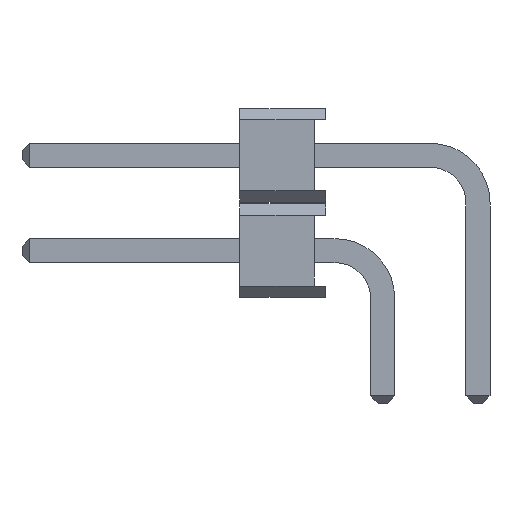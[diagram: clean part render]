
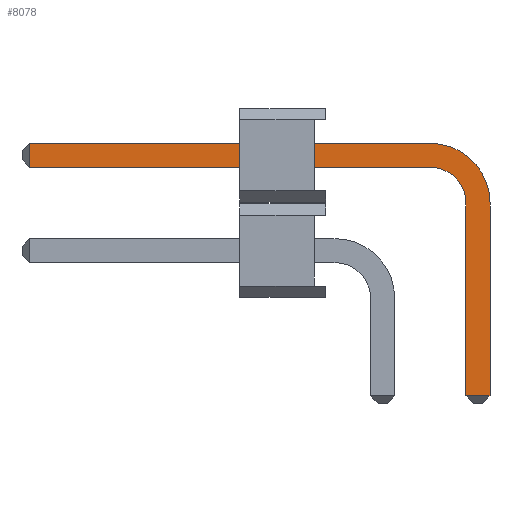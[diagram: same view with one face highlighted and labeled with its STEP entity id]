
A CAD part, left-side view. The second image highlights one B-rep face of the part: STEP entity #8078.
In plain terms, the highlighted planar face has unit normal (-1, 0, 0).
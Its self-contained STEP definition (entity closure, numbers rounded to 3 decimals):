
#65 = VERTEX_POINT ( 'NONE', #18331 ) ;
#230 = CARTESIAN_POINT ( 'NONE',  ( -0.32, 1.27, 1.59 ) ) ;
#446 = EDGE_CURVE ( 'NONE', #5533, #1487, #20375, .T. ) ;
#460 = CARTESIAN_POINT ( 'NONE',  ( -0.32, -0.32, -3. ) ) ;
#887 = VERTEX_POINT ( 'NONE', #10738 ) ;
#1178 = CARTESIAN_POINT ( 'NONE',  ( -0.32, 1.27, -5.14 ) ) ;
#1487 = VERTEX_POINT ( 'NONE', #13489 ) ;
#1544 = DIRECTION ( 'NONE',  ( 0., 0., -1. ) ) ;
#1934 = ORIENTED_EDGE ( 'NONE', *, *, #16126, .F. ) ;
#2069 = EDGE_CURVE ( 'NONE', #1487, #17895, #19814, .T. ) ;
#2381 = DIRECTION ( 'NONE',  ( 0., 0., 1. ) ) ;
#2672 = AXIS2_PLACEMENT_3D ( 'NONE', #16288, #2807, #18189 ) ;
#2702 = CARTESIAN_POINT ( 'NONE',  ( -0.32, 1.27, 1.59 ) ) ;
#2807 = DIRECTION ( 'NONE',  ( 1., 0., 0. ) ) ;
#3625 = CARTESIAN_POINT ( 'NONE',  ( -0.32, 1.27, 0.95 ) ) ;
#3808 = ORIENTED_EDGE ( 'NONE', *, *, #2069, .T. ) ;
#5483 = FACE_OUTER_BOUND ( 'NONE', #6041, .T. ) ;
#5533 = VERTEX_POINT ( 'NONE', #20337 ) ;
#6041 = EDGE_LOOP ( 'NONE', ( #22017, #12516, #3808, #8049, #9356, #1934, #19299, #8836 ) ) ;
#6069 = DIRECTION ( 'NONE',  ( 0., 0., 1. ) ) ;
#6304 = LINE ( 'NONE', #3625, #18238 ) ;
#7303 = DIRECTION ( 'NONE',  ( 0., 0., -1. ) ) ;
#7322 = DIRECTION ( 'NONE',  ( 0., -1., 0. ) ) ;
#8049 = ORIENTED_EDGE ( 'NONE', *, *, #8113, .F. ) ;
#8078 = ADVANCED_FACE ( 'NONE', ( #5483 ), #17416, .F. ) ;
#8113 = EDGE_CURVE ( 'NONE', #65, #17895, #20081, .T. ) ;
#8417 = VERTEX_POINT ( 'NONE', #230 ) ;
#8715 = LINE ( 'NONE', #460, #11606 ) ;
#8836 = ORIENTED_EDGE ( 'NONE', *, *, #21672, .F. ) ;
#9316 = CARTESIAN_POINT ( 'NONE',  ( -0.32, 1.27, 0. ) ) ;
#9356 = ORIENTED_EDGE ( 'NONE', *, *, #18180, .T. ) ;
#9514 = DIRECTION ( 'NONE',  ( 0., 1., 0. ) ) ;
#9673 = LINE ( 'NONE', #2702, #18985 ) ;
#10471 = EDGE_CURVE ( 'NONE', #16112, #5533, #6304, .T. ) ;
#10738 = CARTESIAN_POINT ( 'NONE',  ( -0.32, 11.95, 1.59 ) ) ;
#11133 = LINE ( 'NONE', #18496, #14867 ) ;
#11606 = VECTOR ( 'NONE', #2381, 1000. ) ;
#12237 = AXIS2_PLACEMENT_3D ( 'NONE', #19253, #12391, #7303 ) ;
#12341 = CIRCLE ( 'NONE', #17434, 1.59 ) ;
#12391 = DIRECTION ( 'NONE',  ( 1., 0., 0. ) ) ;
#12516 = ORIENTED_EDGE ( 'NONE', *, *, #446, .T. ) ;
#13489 = CARTESIAN_POINT ( 'NONE',  ( -0.32, 0.32, 0. ) ) ;
#14529 = DIRECTION ( 'NONE',  ( 0., 1., 0. ) ) ;
#14867 = VECTOR ( 'NONE', #16745, 1000. ) ;
#15547 = VECTOR ( 'NONE', #1544, 1000. ) ;
#15603 = CARTESIAN_POINT ( 'NONE',  ( -0.32, -0.32, 0. ) ) ;
#16112 = VERTEX_POINT ( 'NONE', #21531 ) ;
#16126 = EDGE_CURVE ( 'NONE', #8417, #20007, #12341, .T. ) ;
#16288 = CARTESIAN_POINT ( 'NONE',  ( -0.32, 1.27, 0. ) ) ;
#16745 = DIRECTION ( 'NONE',  ( 0., 0., 1. ) ) ;
#17416 = PLANE ( 'NONE',  #12237 ) ;
#17434 = AXIS2_PLACEMENT_3D ( 'NONE', #9316, #17858, #6069 ) ;
#17858 = DIRECTION ( 'NONE',  ( 1., 0., 0. ) ) ;
#17895 = VERTEX_POINT ( 'NONE', #21972 ) ;
#18180 = EDGE_CURVE ( 'NONE', #65, #20007, #8715, .T. ) ;
#18189 = DIRECTION ( 'NONE',  ( 0., 0., 1. ) ) ;
#18238 = VECTOR ( 'NONE', #7322, 1000. ) ;
#18331 = CARTESIAN_POINT ( 'NONE',  ( -0.32, -0.32, -5.14 ) ) ;
#18496 = CARTESIAN_POINT ( 'NONE',  ( -0.32, 11.95, 1.59 ) ) ;
#18985 = VECTOR ( 'NONE', #14529, 1000. ) ;
#19253 = CARTESIAN_POINT ( 'NONE',  ( -0.32, 1.27, 1.59 ) ) ;
#19299 = ORIENTED_EDGE ( 'NONE', *, *, #21249, .T. ) ;
#19808 = VECTOR ( 'NONE', #9514, 1000. ) ;
#19814 = LINE ( 'NONE', #21680, #15547 ) ;
#20007 = VERTEX_POINT ( 'NONE', #15603 ) ;
#20081 = LINE ( 'NONE', #1178, #19808 ) ;
#20337 = CARTESIAN_POINT ( 'NONE',  ( -0.32, 1.27, 0.95 ) ) ;
#20375 = CIRCLE ( 'NONE', #2672, 0.95 ) ;
#21249 = EDGE_CURVE ( 'NONE', #8417, #887, #9673, .T. ) ;
#21531 = CARTESIAN_POINT ( 'NONE',  ( -0.32, 11.95, 0.95 ) ) ;
#21672 = EDGE_CURVE ( 'NONE', #16112, #887, #11133, .T. ) ;
#21680 = CARTESIAN_POINT ( 'NONE',  ( -0.32, 0.32, -3. ) ) ;
#21972 = CARTESIAN_POINT ( 'NONE',  ( -0.32, 0.32, -5.14 ) ) ;
#22017 = ORIENTED_EDGE ( 'NONE', *, *, #10471, .T. ) ;
